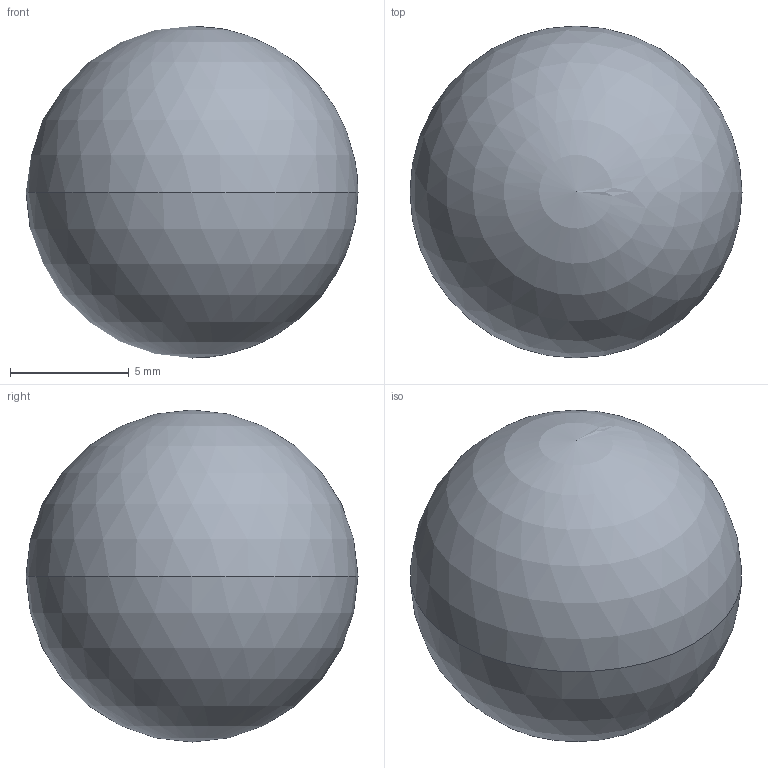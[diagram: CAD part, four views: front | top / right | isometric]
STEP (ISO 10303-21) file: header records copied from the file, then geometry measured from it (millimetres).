
FILE_DESCRIPTION (( 'STEP AP203' ), '1' );
FILE_NAME ('14mm玻璃球.STEP', '2020-11-21T08:11:21', ( '' ), ( '' ), 'SwSTEP 2.0', 'SolidWorks 2017', '' );
FILE_SCHEMA (( 'CONFIG_CONTROL_DESIGN' ));
Length unit declared in the file: millimetre
Products named in the file (1): 14mm產薛⑩
Bounding box: 14 x 14 x 14 mm (x, y, z)
Volume: 1436.8 mm3; surface area: 615.8 mm2
Topology: 1 solids, 1 shells, 2 faces, 7 edges, 5 vertices
Faces by surface type: sphere 2
Entity records: 121 total; most frequent: DIRECTION 10, PERSON_AND_ORGANIZATION 8, CARTESIAN_POINT 7, AXIS2_PLACEMENT_3D 5, PERSON_AND_ORGANIZATION_ROLE 5, LOCAL_TIME 5, DATE_AND_TIME 5, CALENDAR_DATE 5
